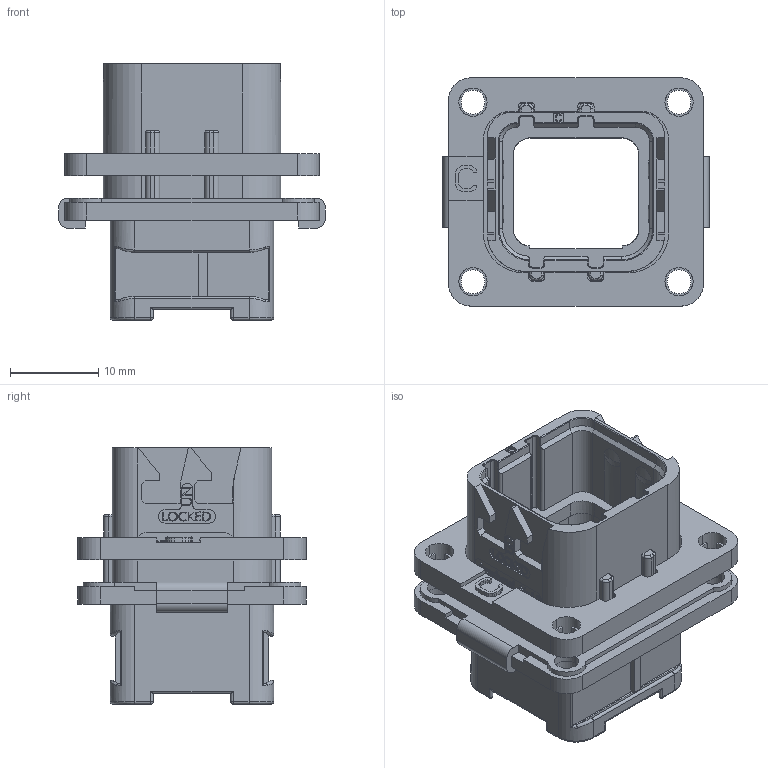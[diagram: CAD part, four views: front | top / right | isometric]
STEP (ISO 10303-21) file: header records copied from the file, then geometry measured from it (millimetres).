
FILE_DESCRIPTION((''),'2;1');
FILE_NAME('SIM2B24C110','2019-10-01T',('presta_be4'),(''),'PRO/ENGINEER BY PARAMETRIC TECHNOLOGY CORPORATION, 2014310','PRO/ENGINEER BY PARAMETRIC TECHNOLOGY CORPORATION, 2014310','');
FILE_SCHEMA(('CONFIG_CONTROL_DESIGN'));
Products named in the file (1): SIM2B24C110
Bounding box: 30.1 x 25.8 x 28.97 mm (x, y, z)
Volume: 5127.7 mm3; surface area: 6542.6 mm2
Topology: 2 solids, 2 shells, 1678 faces, 4631 edges, 3023 vertices
Faces by surface type: plane 729, extrusion 608, cylinder 237, torus 44, bspline 28, sphere 24, cone 8
Entity records: 56506 total; most frequent: CARTESIAN_POINT 16098, ORIENTED_EDGE 9246, DIRECTION 6467, EDGE_CURVE 4623, VECTOR 3321, VERTEX_POINT 3023, LINE 2713, B_SPLINE_CURVE_WITH_KNOTS 1987
